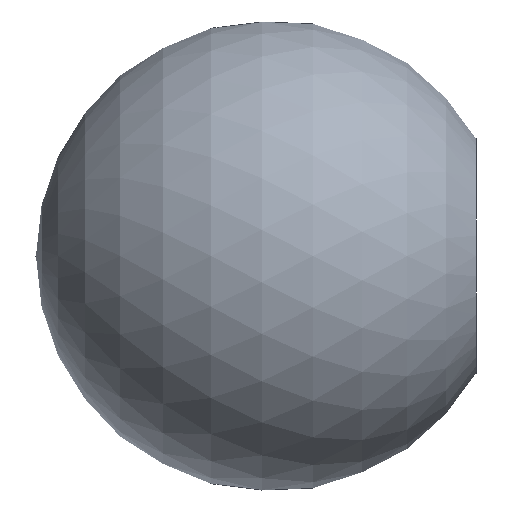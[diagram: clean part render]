
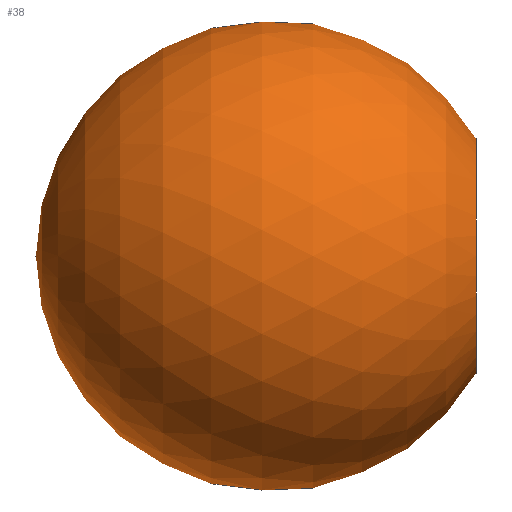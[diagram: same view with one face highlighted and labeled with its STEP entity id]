
A CAD part, left-side view. The second image highlights one B-rep face of the part: STEP entity #38.
In plain terms, the highlighted spherical face has radius 20.083 mm.
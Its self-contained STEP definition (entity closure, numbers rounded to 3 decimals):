
#38 = ADVANCED_FACE( '', ( #75, #76 ), #77, .T. );
#75 = FACE_BOUND( '', #106, .T. );
#76 = FACE_OUTER_BOUND( '', #107, .T. );
#77 = SPHERICAL_SURFACE( '', #108, 20.083 );
#106 = VERTEX_LOOP( '', #139 );
#107 = EDGE_LOOP( '', ( #140 ) );
#108 = AXIS2_PLACEMENT_3D( '', #141, #142, #143 );
#139 = VERTEX_POINT( '', #160 );
#140 = ORIENTED_EDGE( '', *, *, #161, .F. );
#141 = CARTESIAN_POINT( '', ( 0., 17.417, 0. ) );
#142 = DIRECTION( '', ( 0., -1., 0. ) );
#143 = DIRECTION( '', ( 1., 0., 0. ) );
#160 = CARTESIAN_POINT( '', ( 0., 37.5, 0. ) );
#161 = EDGE_CURVE( '', #176, #176, #177, .T. );
#176 = VERTEX_POINT( '', #192 );
#177 = CIRCLE( '', #193, 10. );
#192 = CARTESIAN_POINT( '', ( 0., 0., -10. ) );
#193 = AXIS2_PLACEMENT_3D( '', #207, #208, #209 );
#207 = CARTESIAN_POINT( '', ( 0., 0., 0. ) );
#208 = DIRECTION( '', ( 0., -1., 0. ) );
#209 = DIRECTION( '', ( 0., 0., -1. ) );
